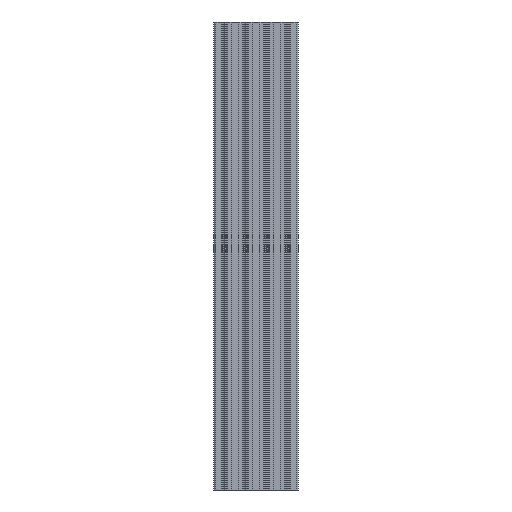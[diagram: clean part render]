
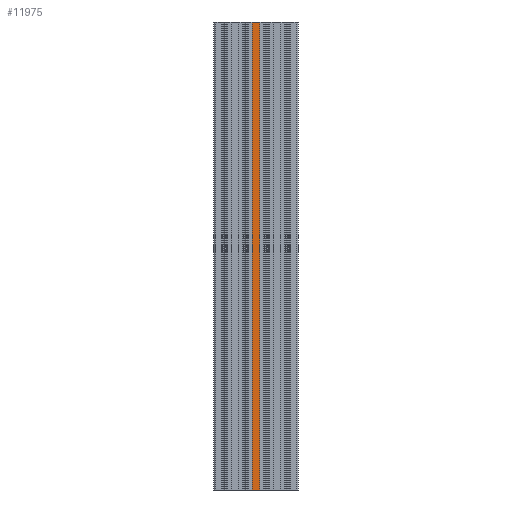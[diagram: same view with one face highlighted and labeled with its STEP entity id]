
A CAD part, left-side view. The second image highlights one B-rep face of the part: STEP entity #11975.
In plain terms, the highlighted planar face has unit normal (-1, 0, 0).
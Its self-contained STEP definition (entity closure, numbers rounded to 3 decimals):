
#726 = DIRECTION ( 'NONE',  ( 1., 0., 0. ) ) ;
#1861 = CARTESIAN_POINT ( 'NONE',  ( -21.75, -59.5, 0. ) ) ;
#1944 = ORIENTED_EDGE ( 'NONE', *, *, #6658, .F. ) ;
#2116 = VERTEX_POINT ( 'NONE', #1861 ) ;
#2161 = AXIS2_PLACEMENT_3D ( 'NONE', #9170, #726, #10567 ) ;
#3660 = VERTEX_POINT ( 'NONE', #8558 ) ;
#5652 = ORIENTED_EDGE ( 'NONE', *, *, #9301, .T. ) ;
#6442 = DIRECTION ( 'NONE',  ( 0., 0., -1. ) ) ;
#6658 = EDGE_CURVE ( 'NONE', #7212, #3660, #13849, .T. ) ;
#6946 = CARTESIAN_POINT ( 'NONE',  ( -21.75, -59.5, 1000. ) ) ;
#7212 = VERTEX_POINT ( 'NONE', #15015 ) ;
#8558 = CARTESIAN_POINT ( 'NONE',  ( -21.75, -75.5, 0. ) ) ;
#9136 = LINE ( 'NONE', #9303, #16140 ) ;
#9170 = CARTESIAN_POINT ( 'NONE',  ( -21.75, 0., 1000. ) ) ;
#9301 = EDGE_CURVE ( 'NONE', #2116, #3660, #15212, .T. ) ;
#9303 = CARTESIAN_POINT ( 'NONE',  ( -21.75, -59.5, 1000. ) ) ;
#9870 = ORIENTED_EDGE ( 'NONE', *, *, #9993, .F. ) ;
#9993 = EDGE_CURVE ( 'NONE', #17318, #7212, #10786, .T. ) ;
#10106 = VECTOR ( 'NONE', #17398, 1000. ) ;
#10189 = CARTESIAN_POINT ( 'NONE',  ( -21.75, 0., 1000. ) ) ;
#10515 = PLANE ( 'NONE',  #2161 ) ;
#10567 = DIRECTION ( 'NONE',  ( 0., 0., -1. ) ) ;
#10786 = LINE ( 'NONE', #10189, #14088 ) ;
#11474 = VECTOR ( 'NONE', #11539, 1000. ) ;
#11539 = DIRECTION ( 'NONE',  ( 0., -1., 0. ) ) ;
#11972 = FACE_OUTER_BOUND ( 'NONE', #15009, .T. ) ;
#11975 = ADVANCED_FACE ( 'NONE', ( #11972 ), #10515, .F. ) ;
#12942 = CARTESIAN_POINT ( 'NONE',  ( -21.75, 0., 0. ) ) ;
#12990 = ORIENTED_EDGE ( 'NONE', *, *, #17133, .T. ) ;
#13849 = LINE ( 'NONE', #15989, #10106 ) ;
#14088 = VECTOR ( 'NONE', #14368, 1000. ) ;
#14368 = DIRECTION ( 'NONE',  ( 0., -1., 0. ) ) ;
#15009 = EDGE_LOOP ( 'NONE', ( #5652, #1944, #9870, #12990 ) ) ;
#15015 = CARTESIAN_POINT ( 'NONE',  ( -21.75, -75.5, 1000. ) ) ;
#15212 = LINE ( 'NONE', #12942, #11474 ) ;
#15989 = CARTESIAN_POINT ( 'NONE',  ( -21.75, -75.5, 1000. ) ) ;
#16140 = VECTOR ( 'NONE', #6442, 1000. ) ;
#17133 = EDGE_CURVE ( 'NONE', #17318, #2116, #9136, .T. ) ;
#17318 = VERTEX_POINT ( 'NONE', #6946 ) ;
#17398 = DIRECTION ( 'NONE',  ( 0., 0., -1. ) ) ;
